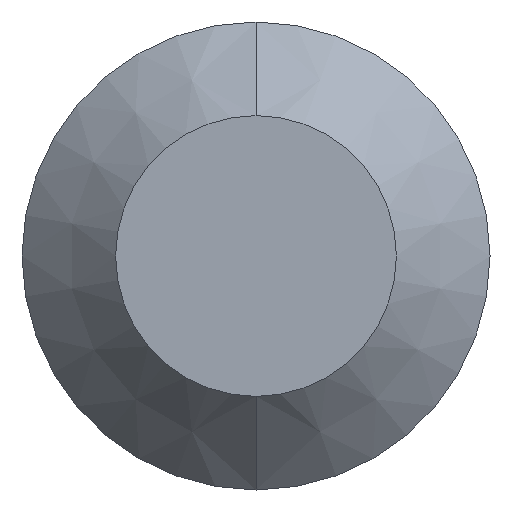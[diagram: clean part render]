
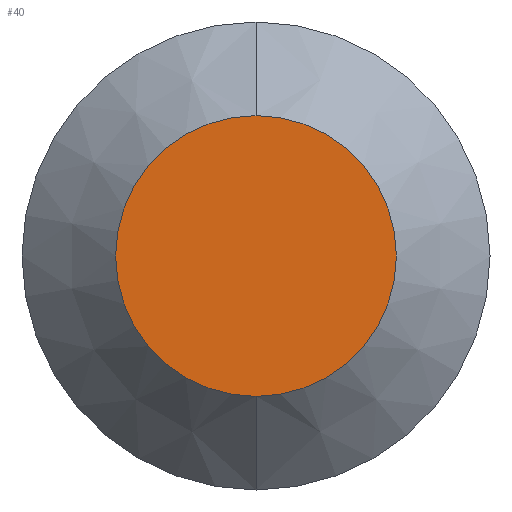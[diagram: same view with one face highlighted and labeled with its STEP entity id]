
A CAD part, front view. The second image highlights one B-rep face of the part: STEP entity #40.
In plain terms, the highlighted planar face has unit normal (0, -1, 0).
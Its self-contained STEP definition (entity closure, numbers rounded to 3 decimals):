
#14 = ORIENTED_EDGE ( 'NONE', *, *, #139, .T. ) ;
#17 = CARTESIAN_POINT ( 'NONE',  ( 0., 0., 0. ) ) ;
#24 = AXIS2_PLACEMENT_3D ( 'NONE', #32, #192, #85 ) ;
#32 = CARTESIAN_POINT ( 'NONE',  ( 0., 0., 0. ) ) ;
#33 = DIRECTION ( 'NONE',  ( 0., 1., 0. ) ) ;
#35 = EDGE_CURVE ( 'NONE', #163, #155, #95, .T. ) ;
#40 = ADVANCED_FACE ( 'NONE', ( #234 ), #52, .F. ) ;
#51 = ORIENTED_EDGE ( 'NONE', *, *, #35, .T. ) ;
#52 = PLANE ( 'NONE',  #154 ) ;
#79 = CIRCLE ( 'NONE', #141, 1.5 ) ;
#85 = DIRECTION ( 'NONE',  ( 0., 0., 1. ) ) ;
#89 = CARTESIAN_POINT ( 'NONE',  ( 0., 0., -1.5 ) ) ;
#95 = CIRCLE ( 'NONE', #24, 1.5 ) ;
#126 = DIRECTION ( 'NONE',  ( 0., -1., 0. ) ) ;
#139 = EDGE_CURVE ( 'NONE', #155, #163, #79, .T. ) ;
#141 = AXIS2_PLACEMENT_3D ( 'NONE', #17, #126, #197 ) ;
#145 = CARTESIAN_POINT ( 'NONE',  ( 0., 0., 0. ) ) ;
#150 = EDGE_LOOP ( 'NONE', ( #51, #14 ) ) ;
#154 = AXIS2_PLACEMENT_3D ( 'NONE', #145, #33, #228 ) ;
#155 = VERTEX_POINT ( 'NONE', #89 ) ;
#163 = VERTEX_POINT ( 'NONE', #182 ) ;
#182 = CARTESIAN_POINT ( 'NONE',  ( 0., 0., 1.5 ) ) ;
#192 = DIRECTION ( 'NONE',  ( 0., -1., 0. ) ) ;
#197 = DIRECTION ( 'NONE',  ( 0., 0., 1. ) ) ;
#228 = DIRECTION ( 'NONE',  ( 0., 0., 1. ) ) ;
#234 = FACE_OUTER_BOUND ( 'NONE', #150, .T. ) ;
